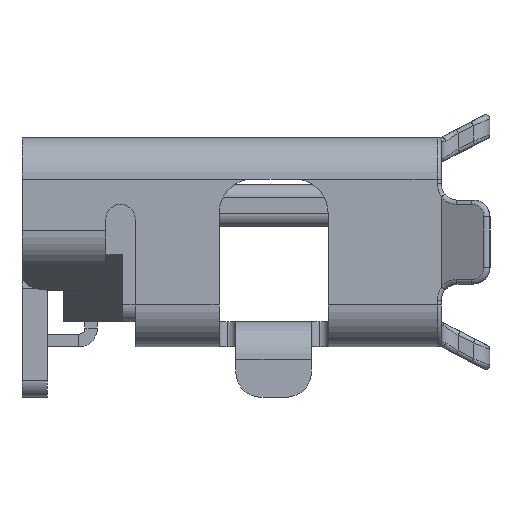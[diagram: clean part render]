
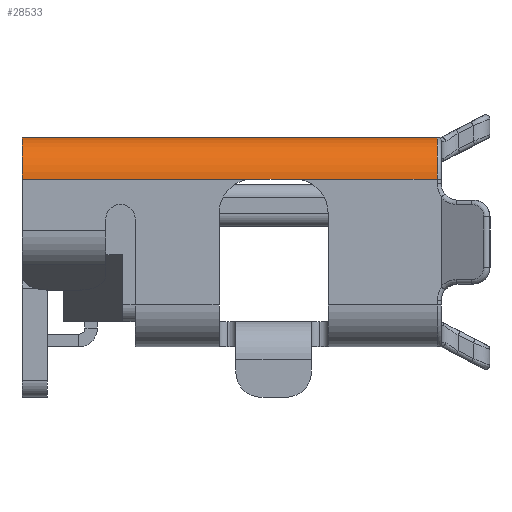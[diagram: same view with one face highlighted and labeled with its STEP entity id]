
A CAD part, left-side view. The second image highlights one B-rep face of the part: STEP entity #28533.
In plain terms, the highlighted cylindrical face has radius 0.5 mm (diameter 1 mm), a partial arc.
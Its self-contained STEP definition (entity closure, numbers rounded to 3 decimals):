
#145 = ORIENTED_EDGE ( 'NONE', *, *, #30168, .T. ) ;
#171 = CARTESIAN_POINT ( 'NONE',  ( -3.25, 5., 2. ) ) ;
#635 = VECTOR ( 'NONE', #5801, 1000. ) ;
#1091 = CYLINDRICAL_SURFACE ( 'NONE', #31214, 0.5 ) ;
#1603 = ORIENTED_EDGE ( 'NONE', *, *, #36612, .F. ) ;
#1781 = CIRCLE ( 'NONE', #15510, 0.5 ) ;
#3082 = CARTESIAN_POINT ( 'NONE',  ( -3.75, 5., 2. ) ) ;
#3343 = DIRECTION ( 'NONE',  ( 0., 1., 0. ) ) ;
#3537 = LINE ( 'NONE', #20224, #635 ) ;
#3628 = VERTEX_POINT ( 'NONE', #29872 ) ;
#4093 = DIRECTION ( 'NONE',  ( 0., -1., 0. ) ) ;
#4230 = CARTESIAN_POINT ( 'NONE',  ( -3.25, 0.05, 2. ) ) ;
#4423 = DIRECTION ( 'NONE',  ( 0., 1., 0. ) ) ;
#4428 = VECTOR ( 'NONE', #20324, 1000. ) ;
#4868 = CARTESIAN_POINT ( 'NONE',  ( -3.25, 5., 2.5 ) ) ;
#5547 = LINE ( 'NONE', #3082, #4428 ) ;
#5801 = DIRECTION ( 'NONE',  ( 0., -1., 0. ) ) ;
#5887 = EDGE_LOOP ( 'NONE', ( #145, #8851, #29818, #29581, #1603, #30271 ) ) ;
#6143 = CARTESIAN_POINT ( 'NONE',  ( -3.75, 5., 2. ) ) ;
#8851 = ORIENTED_EDGE ( 'NONE', *, *, #28406, .T. ) ;
#8914 = LINE ( 'NONE', #17110, #21466 ) ;
#10526 = VERTEX_POINT ( 'NONE', #4868 ) ;
#10787 = CARTESIAN_POINT ( 'NONE',  ( -3.25, 0.05, 2.5 ) ) ;
#10900 = CARTESIAN_POINT ( 'NONE',  ( -3.75, 5., 2. ) ) ;
#10951 = VERTEX_POINT ( 'NONE', #10787 ) ;
#11575 = DIRECTION ( 'NONE',  ( 0., 0., -1. ) ) ;
#14313 = DIRECTION ( 'NONE',  ( 0., -1., 0. ) ) ;
#15348 = EDGE_CURVE ( 'NONE', #3628, #22724, #30831, .T. ) ;
#15510 = AXIS2_PLACEMENT_3D ( 'NONE', #4230, #4423, #15801 ) ;
#15801 = DIRECTION ( 'NONE',  ( 0., 0., 1. ) ) ;
#17110 = CARTESIAN_POINT ( 'NONE',  ( -3.25, 5., 2.5 ) ) ;
#17776 = CIRCLE ( 'NONE', #21995, 0.5 ) ;
#17929 = FACE_OUTER_BOUND ( 'NONE', #5887, .T. ) ;
#18078 = VECTOR ( 'NONE', #36829, 1000. ) ;
#18315 = DIRECTION ( 'NONE',  ( 0., 0., -1. ) ) ;
#19739 = EDGE_CURVE ( 'NONE', #22724, #10951, #1781, .T. ) ;
#20224 = CARTESIAN_POINT ( 'NONE',  ( -3.75, 2.25, 2. ) ) ;
#20324 = DIRECTION ( 'NONE',  ( 0., -1., 0. ) ) ;
#21466 = VECTOR ( 'NONE', #14313, 1000. ) ;
#21995 = AXIS2_PLACEMENT_3D ( 'NONE', #171, #3343, #11575 ) ;
#22724 = VERTEX_POINT ( 'NONE', #33548 ) ;
#24399 = CARTESIAN_POINT ( 'NONE',  ( -3.75, 2.25, 2. ) ) ;
#25655 = EDGE_CURVE ( 'NONE', #32003, #10526, #17776, .T. ) ;
#28406 = EDGE_CURVE ( 'NONE', #32994, #3628, #3537, .T. ) ;
#28533 = ADVANCED_FACE ( 'NONE', ( #17929 ), #1091, .T. ) ;
#29581 = ORIENTED_EDGE ( 'NONE', *, *, #19739, .T. ) ;
#29818 = ORIENTED_EDGE ( 'NONE', *, *, #15348, .T. ) ;
#29872 = CARTESIAN_POINT ( 'NONE',  ( -3.75, 1.75, 2. ) ) ;
#30168 = EDGE_CURVE ( 'NONE', #32003, #32994, #5547, .T. ) ;
#30271 = ORIENTED_EDGE ( 'NONE', *, *, #25655, .F. ) ;
#30831 = LINE ( 'NONE', #10900, #18078 ) ;
#31214 = AXIS2_PLACEMENT_3D ( 'NONE', #35783, #4093, #18315 ) ;
#32003 = VERTEX_POINT ( 'NONE', #6143 ) ;
#32994 = VERTEX_POINT ( 'NONE', #24399 ) ;
#33548 = CARTESIAN_POINT ( 'NONE',  ( -3.75, 0.05, 2. ) ) ;
#35783 = CARTESIAN_POINT ( 'NONE',  ( -3.25, 5., 2. ) ) ;
#36612 = EDGE_CURVE ( 'NONE', #10526, #10951, #8914, .T. ) ;
#36829 = DIRECTION ( 'NONE',  ( 0., -1., 0. ) ) ;
